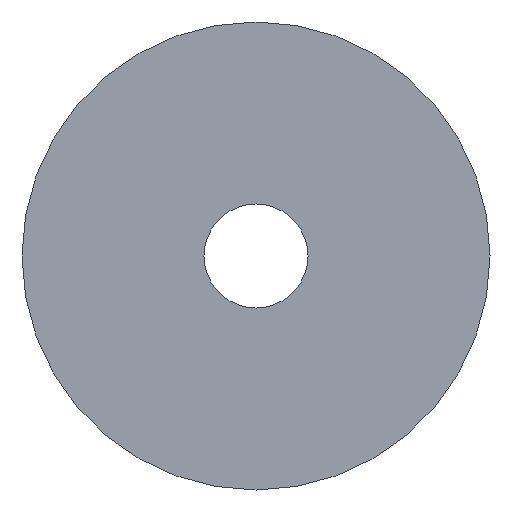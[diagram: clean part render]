
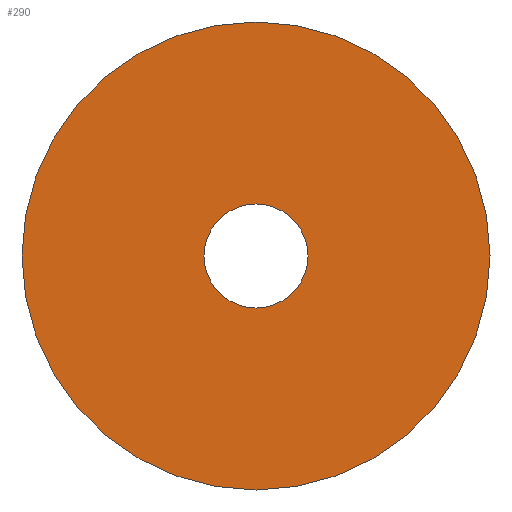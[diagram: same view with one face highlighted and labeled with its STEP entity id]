
A CAD part, front view. The second image highlights one B-rep face of the part: STEP entity #290.
In plain terms, the highlighted planar face has unit normal (0, -1, 0).
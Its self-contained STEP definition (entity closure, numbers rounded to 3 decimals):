
#7 = CARTESIAN_POINT ( 'NONE',  ( 4.5, 0., 0. ) ) ;
#30 = AXIS2_PLACEMENT_3D ( 'NONE', #350, #171, #162 ) ;
#42 = CIRCLE ( 'NONE', #186, 1. ) ;
#46 = VERTEX_POINT ( 'NONE', #284 ) ;
#48 = CARTESIAN_POINT ( 'NONE',  ( 0., 0., 0. ) ) ;
#50 = CIRCLE ( 'NONE', #30, 1. ) ;
#64 = CARTESIAN_POINT ( 'NONE',  ( 0., 0., 4.5 ) ) ;
#69 = CIRCLE ( 'NONE', #96, 4.5 ) ;
#89 = DIRECTION ( 'NONE',  ( 0., 0., 1. ) ) ;
#96 = AXIS2_PLACEMENT_3D ( 'NONE', #48, #98, #306 ) ;
#98 = DIRECTION ( 'NONE',  ( 0., 1., 0. ) ) ;
#114 = ORIENTED_EDGE ( 'NONE', *, *, #127, .T. ) ;
#115 = DIRECTION ( 'NONE',  ( 0., 1., 0. ) ) ;
#127 = EDGE_CURVE ( 'NONE', #267, #46, #50, .T. ) ;
#129 = ORIENTED_EDGE ( 'NONE', *, *, #250, .F. ) ;
#154 = ORIENTED_EDGE ( 'NONE', *, *, #359, .F. ) ;
#162 = DIRECTION ( 'NONE',  ( 0., 0., 1. ) ) ;
#165 = FACE_OUTER_BOUND ( 'NONE', #253, .T. ) ;
#171 = DIRECTION ( 'NONE',  ( 0., 1., 0. ) ) ;
#177 = CARTESIAN_POINT ( 'NONE',  ( 0., 0., 1. ) ) ;
#182 = VERTEX_POINT ( 'NONE', #256 ) ;
#186 = AXIS2_PLACEMENT_3D ( 'NONE', #289, #115, #239 ) ;
#200 = DIRECTION ( 'NONE',  ( 0., 1., 0. ) ) ;
#230 = DIRECTION ( 'NONE',  ( 0., 1., 0. ) ) ;
#239 = DIRECTION ( 'NONE',  ( 0., 0., 1. ) ) ;
#250 = EDGE_CURVE ( 'NONE', #182, #375, #337, .T. ) ;
#253 = EDGE_LOOP ( 'NONE', ( #129, #154 ) ) ;
#256 = CARTESIAN_POINT ( 'NONE',  ( 0., 0., -4.5 ) ) ;
#262 = PLANE ( 'NONE',  #308 ) ;
#267 = VERTEX_POINT ( 'NONE', #177 ) ;
#272 = EDGE_LOOP ( 'NONE', ( #114, #336 ) ) ;
#284 = CARTESIAN_POINT ( 'NONE',  ( 0., 0., -1. ) ) ;
#288 = AXIS2_PLACEMENT_3D ( 'NONE', #324, #200, #89 ) ;
#289 = CARTESIAN_POINT ( 'NONE',  ( 0., 0., 0. ) ) ;
#290 = ADVANCED_FACE ( 'NONE', ( #165, #328 ), #262, .F. ) ;
#292 = DIRECTION ( 'NONE',  ( 0., 0., 1. ) ) ;
#306 = DIRECTION ( 'NONE',  ( 0., 0., 1. ) ) ;
#308 = AXIS2_PLACEMENT_3D ( 'NONE', #7, #230, #292 ) ;
#313 = EDGE_CURVE ( 'NONE', #46, #267, #42, .T. ) ;
#324 = CARTESIAN_POINT ( 'NONE',  ( 0., 0., 0. ) ) ;
#328 = FACE_BOUND ( 'NONE', #272, .T. ) ;
#336 = ORIENTED_EDGE ( 'NONE', *, *, #313, .T. ) ;
#337 = CIRCLE ( 'NONE', #288, 4.5 ) ;
#350 = CARTESIAN_POINT ( 'NONE',  ( 0., 0., 0. ) ) ;
#359 = EDGE_CURVE ( 'NONE', #375, #182, #69, .T. ) ;
#375 = VERTEX_POINT ( 'NONE', #64 ) ;
